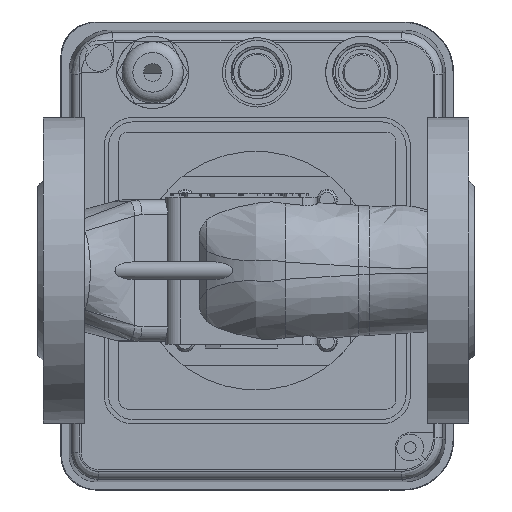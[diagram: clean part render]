
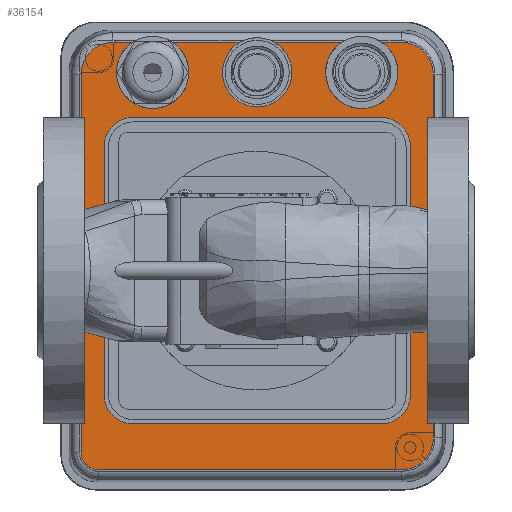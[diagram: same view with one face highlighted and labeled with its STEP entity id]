
A CAD part, front view. The second image highlights one B-rep face of the part: STEP entity #36154.
In plain terms, the highlighted planar face has unit normal (0, -1, 0).
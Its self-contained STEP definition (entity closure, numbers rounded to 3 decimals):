
#217=ELLIPSE('',#38836,10.913,10.9);
#218=ELLIPSE('',#38837,5.907,5.9);
#219=ELLIPSE('',#38838,10.913,10.9);
#220=ELLIPSE('',#38839,10.913,10.9);
#2416=LINE('',#73911,#5660);
#2417=LINE('',#73915,#5661);
#2418=LINE('',#73919,#5662);
#2419=LINE('',#73923,#5663);
#2420=LINE('',#73927,#5664);
#2421=LINE('',#73931,#5665);
#2422=LINE('',#73934,#5666);
#2423=LINE('',#73937,#5667);
#2424=LINE('',#73941,#5668);
#2425=LINE('',#73945,#5669);
#2426=LINE('',#73949,#5670);
#5660=VECTOR('',#44634,1.);
#5661=VECTOR('',#44637,1.);
#5662=VECTOR('',#44640,1.);
#5663=VECTOR('',#44643,1.);
#5664=VECTOR('',#44646,1.);
#5665=VECTOR('',#44649,1.);
#5666=VECTOR('',#44652,1.);
#5667=VECTOR('',#44653,1.);
#5668=VECTOR('',#44656,1.);
#5669=VECTOR('',#44659,1.);
#5670=VECTOR('',#44662,1.);
#8486=FACE_BOUND('',#11263,.T.);
#9218=FACE_OUTER_BOUND('',#11262,.T.);
#11262=EDGE_LOOP('',(#26806,#26807,#26808,#26809,#26810,#26811,#26812,#26813,
#26814,#26815,#26816,#26817,#26818,#26819));
#11263=EDGE_LOOP('',(#26820,#26821,#26822,#26823,#26824,#26825,#26826,#26827));
#13324=CIRCLE('',#38833,12.4);
#13325=CIRCLE('',#38834,11.9);
#13326=CIRCLE('',#38835,12.4);
#13327=CIRCLE('',#38840,10.);
#13328=CIRCLE('',#38841,10.);
#13329=CIRCLE('',#38842,10.);
#13330=CIRCLE('',#38843,10.);
#15654=VERTEX_POINT('',#73907);
#15655=VERTEX_POINT('',#73908);
#15656=VERTEX_POINT('',#73910);
#15657=VERTEX_POINT('',#73912);
#15658=VERTEX_POINT('',#73914);
#15659=VERTEX_POINT('',#73916);
#15660=VERTEX_POINT('',#73918);
#15661=VERTEX_POINT('',#73920);
#15662=VERTEX_POINT('',#73922);
#15663=VERTEX_POINT('',#73924);
#15664=VERTEX_POINT('',#73926);
#15665=VERTEX_POINT('',#73928);
#15666=VERTEX_POINT('',#73930);
#15667=VERTEX_POINT('',#73932);
#15668=VERTEX_POINT('',#73935);
#15669=VERTEX_POINT('',#73936);
#15670=VERTEX_POINT('',#73938);
#15671=VERTEX_POINT('',#73940);
#15672=VERTEX_POINT('',#73942);
#15673=VERTEX_POINT('',#73944);
#15674=VERTEX_POINT('',#73946);
#15675=VERTEX_POINT('',#73948);
#19973=EDGE_CURVE('',#15654,#15655,#13324,.T.);
#19974=EDGE_CURVE('',#15654,#15656,#2416,.T.);
#19975=EDGE_CURVE('',#15657,#15656,#13325,.T.);
#19976=EDGE_CURVE('',#15657,#15658,#2417,.T.);
#19977=EDGE_CURVE('',#15659,#15658,#13326,.T.);
#19978=EDGE_CURVE('',#15659,#15660,#2418,.T.);
#19979=EDGE_CURVE('',#15660,#15661,#217,.T.);
#19980=EDGE_CURVE('',#15661,#15662,#2419,.T.);
#19981=EDGE_CURVE('',#15662,#15663,#218,.T.);
#19982=EDGE_CURVE('',#15663,#15664,#2420,.T.);
#19983=EDGE_CURVE('',#15664,#15665,#219,.T.);
#19984=EDGE_CURVE('',#15665,#15666,#2421,.T.);
#19985=EDGE_CURVE('',#15666,#15667,#220,.T.);
#19986=EDGE_CURVE('',#15667,#15655,#2422,.T.);
#19987=EDGE_CURVE('',#15668,#15669,#2423,.T.);
#19988=EDGE_CURVE('',#15669,#15670,#13327,.T.);
#19989=EDGE_CURVE('',#15670,#15671,#2424,.T.);
#19990=EDGE_CURVE('',#15671,#15672,#13328,.T.);
#19991=EDGE_CURVE('',#15672,#15673,#2425,.T.);
#19992=EDGE_CURVE('',#15673,#15674,#13329,.T.);
#19993=EDGE_CURVE('',#15674,#15675,#2426,.T.);
#19994=EDGE_CURVE('',#15675,#15668,#13330,.T.);
#26806=ORIENTED_EDGE('',*,*,#19973,.F.);
#26807=ORIENTED_EDGE('',*,*,#19974,.T.);
#26808=ORIENTED_EDGE('',*,*,#19975,.F.);
#26809=ORIENTED_EDGE('',*,*,#19976,.T.);
#26810=ORIENTED_EDGE('',*,*,#19977,.F.);
#26811=ORIENTED_EDGE('',*,*,#19978,.T.);
#26812=ORIENTED_EDGE('',*,*,#19979,.T.);
#26813=ORIENTED_EDGE('',*,*,#19980,.T.);
#26814=ORIENTED_EDGE('',*,*,#19981,.T.);
#26815=ORIENTED_EDGE('',*,*,#19982,.T.);
#26816=ORIENTED_EDGE('',*,*,#19983,.T.);
#26817=ORIENTED_EDGE('',*,*,#19984,.T.);
#26818=ORIENTED_EDGE('',*,*,#19985,.T.);
#26819=ORIENTED_EDGE('',*,*,#19986,.T.);
#26820=ORIENTED_EDGE('',*,*,#19987,.T.);
#26821=ORIENTED_EDGE('',*,*,#19988,.T.);
#26822=ORIENTED_EDGE('',*,*,#19989,.T.);
#26823=ORIENTED_EDGE('',*,*,#19990,.T.);
#26824=ORIENTED_EDGE('',*,*,#19991,.T.);
#26825=ORIENTED_EDGE('',*,*,#19992,.T.);
#26826=ORIENTED_EDGE('',*,*,#19993,.T.);
#26827=ORIENTED_EDGE('',*,*,#19994,.T.);
#34697=PLANE('',#38832);
#36154=ADVANCED_FACE('',(#9218,#8486),#34697,.F.);
#38832=AXIS2_PLACEMENT_3D('',#73906,#44630,#44631);
#38833=AXIS2_PLACEMENT_3D('',#73909,#44632,#44633);
#38834=AXIS2_PLACEMENT_3D('',#73913,#44635,#44636);
#38835=AXIS2_PLACEMENT_3D('',#73917,#44638,#44639);
#38836=AXIS2_PLACEMENT_3D('',#73921,#44641,#44642);
#38837=AXIS2_PLACEMENT_3D('',#73925,#44644,#44645);
#38838=AXIS2_PLACEMENT_3D('',#73929,#44647,#44648);
#38839=AXIS2_PLACEMENT_3D('',#73933,#44650,#44651);
#38840=AXIS2_PLACEMENT_3D('',#73939,#44654,#44655);
#38841=AXIS2_PLACEMENT_3D('',#73943,#44657,#44658);
#38842=AXIS2_PLACEMENT_3D('',#73947,#44660,#44661);
#38843=AXIS2_PLACEMENT_3D('',#73950,#44663,#44664);
#44630=DIRECTION('center_axis',(0.,1.,0.));
#44631=DIRECTION('ref_axis',(0.,0.,
-1.));
#44632=DIRECTION('center_axis',(0.,-1.,0.));
#44633=DIRECTION('ref_axis',(0.,0.,
-1.));
#44634=DIRECTION('',(-1.,0.,0.));
#44635=DIRECTION('center_axis',(0.,-1.,0.));
#44636=DIRECTION('ref_axis',(0.,0.,
-1.));
#44637=DIRECTION('',(-1.,0.,0.));
#44638=DIRECTION('center_axis',(0.,-1.,0.));
#44639=DIRECTION('ref_axis',(0.,0.,
-1.));
#44640=DIRECTION('',(-1.,0.,0.));
#44641=DIRECTION('center_axis',(0.,-1.,0.));
#44642=DIRECTION('ref_axis',(0.707,0.,-0.707));
#44643=DIRECTION('',(0.,0.,-1.));
#44644=DIRECTION('center_axis',(0.,-1.,0.));
#44645=DIRECTION('ref_axis',(0.707,0.,0.707));
#44646=DIRECTION('',(1.,0.,0.));
#44647=DIRECTION('center_axis',(0.,-1.,0.));
#44648=DIRECTION('ref_axis',(-0.707,0.,0.707));
#44649=DIRECTION('',(0.,0.,1.));
#44650=DIRECTION('center_axis',(0.,-1.,0.));
#44651=DIRECTION('ref_axis',(-0.707,0.,-0.707));
#44652=DIRECTION('',(-1.,0.,0.));
#44653=DIRECTION('',(1.,0.,0.));
#44654=DIRECTION('center_axis',(0.,1.,0.));
#44655=DIRECTION('ref_axis',(-1.,0.,0.));
#44656=DIRECTION('',(0.,0.,-1.));
#44657=DIRECTION('center_axis',(0.,1.,0.));
#44658=DIRECTION('ref_axis',(-1.,0.,0.));
#44659=DIRECTION('',(-1.,0.,0.));
#44660=DIRECTION('center_axis',(0.,1.,0.));
#44661=DIRECTION('ref_axis',(-1.,0.,0.));
#44662=DIRECTION('',(0.,0.,1.));
#44663=DIRECTION('center_axis',(0.,1.,0.));
#44664=DIRECTION('ref_axis',(-1.,0.,0.));
#73906=CARTESIAN_POINT('Origin',(6387.84,6263.498,82.594));
#73907=CARTESIAN_POINT('',(6481.488,6263.498,78.43));
#73908=CARTESIAN_POINT('',(6495.191,6263.498,78.43));
#73909=CARTESIAN_POINT('Origin',(6488.34,6263.498,68.094));
#73910=CARTESIAN_POINT('',(6458.338,6263.498,78.43));
#73911=CARTESIAN_POINT('',(6387.84,6263.498,78.43));
#73912=CARTESIAN_POINT('',(6446.541,6263.498,78.43));
#73913=CARTESIAN_POINT('Origin',(6452.44,6263.498,68.094));
#73914=CARTESIAN_POINT('',(6423.391,6263.498,78.43));
#73915=CARTESIAN_POINT('',(6387.84,6263.498,78.43));
#73916=CARTESIAN_POINT('',(6409.688,6263.498,78.43));
#73917=CARTESIAN_POINT('Origin',(6416.54,6263.498,68.094));
#73918=CARTESIAN_POINT('',(6402.897,6263.498,78.43));
#73919=CARTESIAN_POINT('',(6387.84,6263.498,78.43));
#73920=CARTESIAN_POINT('',(6392.004,6263.498,67.536));
#73921=CARTESIAN_POINT('Origin',(6402.911,6263.498,67.523));
#73922=CARTESIAN_POINT('',(6392.004,6263.498,-62.445));
#73923=CARTESIAN_POINT('',(6392.004,6263.498,82.594));
#73924=CARTESIAN_POINT('',(6397.901,6263.498,-68.341));
#73925=CARTESIAN_POINT('Origin',(6397.908,6263.498,-62.437));
#73926=CARTESIAN_POINT('',(6501.982,6263.498,-68.341));
#73927=CARTESIAN_POINT('',(6387.84,6263.498,-68.341));
#73928=CARTESIAN_POINT('',(6512.875,6263.498,-57.448));
#73929=CARTESIAN_POINT('Origin',(6501.968,6263.498,-57.434));
#73930=CARTESIAN_POINT('',(6512.875,6263.498,67.536));
#73931=CARTESIAN_POINT('',(6512.875,6263.498,82.594));
#73932=CARTESIAN_POINT('',(6501.982,6263.498,78.43));
#73933=CARTESIAN_POINT('Origin',(6501.968,6263.498,67.523));
#73934=CARTESIAN_POINT('',(6387.84,6263.498,78.43));
#73935=CARTESIAN_POINT('',(6409.84,6263.498,52.594));
#73936=CARTESIAN_POINT('',(6495.04,6263.498,52.594));
#73937=CARTESIAN_POINT('',(6409.84,6263.498,52.594));
#73938=CARTESIAN_POINT('',(6505.04,6263.498,42.594));
#73939=CARTESIAN_POINT('Origin',(6495.04,6263.498,42.594));
#73940=CARTESIAN_POINT('',(6505.04,6263.498,-42.606));
#73941=CARTESIAN_POINT('',(6505.04,6263.498,42.594));
#73942=CARTESIAN_POINT('',(6495.04,6263.498,-52.606));
#73943=CARTESIAN_POINT('Origin',(6495.04,6263.498,-42.606));
#73944=CARTESIAN_POINT('',(6409.84,6263.498,-52.606));
#73945=CARTESIAN_POINT('',(6495.04,6263.498,-52.606));
#73946=CARTESIAN_POINT('',(6399.84,6263.498,-42.606));
#73947=CARTESIAN_POINT('Origin',(6409.84,6263.498,-42.606));
#73948=CARTESIAN_POINT('',(6399.84,6263.498,42.594));
#73949=CARTESIAN_POINT('',(6399.84,6263.498,-42.606));
#73950=CARTESIAN_POINT('Origin',(6409.84,6263.498,42.594));
